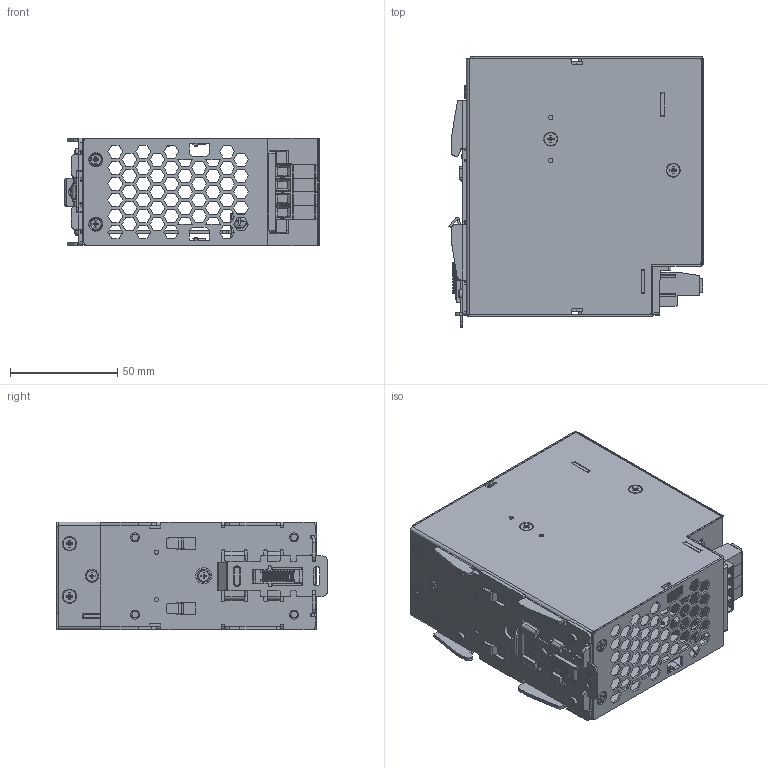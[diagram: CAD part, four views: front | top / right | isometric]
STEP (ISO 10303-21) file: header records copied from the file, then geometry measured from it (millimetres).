
FILE_DESCRIPTION(('HOOPS Exchange Step'),'2;1');
FILE_NAME('export-1AAF72E7-B569-41A6-BB5B-6D209F33F526.stp','2021-11-06T15:35:17+01:00',('Engineering'),('Alibre'),'HOOPS Exchange 2021.0','Alibre','Unknown authorisation');
FILE_SCHEMA( ('AP242_MANAGED_MODEL_BASED_3D_ENGINEERING_MIM_LF {1 0 10303 442 1 1 4 }') );
Length unit declared in the file: millimetre
Products named in the file (37): 5759-31 Delta 24V 120W DIN Rail PowerSupply 3x400VAC Input; 5759-36 Delta 24V 120W DIN Rail PowerSupply 3x400VAC Input; 5759-25 Delta 24V 120W DIN Rail PowerSupply 3x400VAC Input; 5759-2 Delta 24V 120W DIN Rail PowerSupply 3x400VAC Input; 5759-29 Delta 24V 120W DIN Rail PowerSupply 3x400VAC Input; 5759-24 Delta 24V 120W DIN Rail PowerSupply 3x400VAC Input; 5759-1 Delta 24V 120W DIN Rail PowerSupply 3x400VAC Input; 5759-28 Delta 24V 120W DIN Rail PowerSupply 3x400VAC Input; 5759-37 Delta 24V 120W DIN Rail PowerSupply 3x400VAC Input; 5759-32 Delta 24V 120W DIN Rail PowerSupply 3x400VAC Input; 5759-22 Delta 24V 120W DIN Rail PowerSupply 3x400VAC Input; 5759-21 Delta 24V 120W DIN Rail PowerSupply 3x400VAC Input; 5759-35 Delta 24V 120W DIN Rail PowerSupply 3x400VAC Input; 5759-17 Delta 24V 120W DIN Rail PowerSupply 3x400VAC Input; 5759-8 Delta 24V 120W DIN Rail PowerSupply 3x400VAC Input; 5759-13 Delta 24V 120W DIN Rail PowerSupply 3x400VAC Input; 5759-4 Delta 24V 120W DIN Rail PowerSupply 3x400VAC Input; 5759-16 Delta 24V 120W DIN Rail PowerSupply 3x400VAC Input; 5759-3 Delta 24V 120W DIN Rail PowerSupply 3x400VAC Input; 5759-34 Delta 24V 120W DIN Rail PowerSupply 3x400VAC Input; 5759-12 Delta 24V 120W DIN Rail PowerSupply 3x400VAC Input; 5759-20 Delta 24V 120W DIN Rail PowerSupply 3x400VAC Input; 5759-26 Delta 24V 120W DIN Rail PowerSupply 3x400VAC Input; 5759-15 Delta 24V 120W DIN Rail PowerSupply 3x400VAC Input; 5759-5 Delta 24V 120W DIN Rail PowerSupply 3x400VAC Input; 5759-14 Delta 24V 120W DIN Rail PowerSupply 3x400VAC Input; 5759-33 Delta 24V 120W DIN Rail PowerSupply 3x400VAC Input; 5759-23 Delta 24V 120W DIN Rail PowerSupply 3x400VAC Input; 5759-30 Delta 24V 120W DIN Rail PowerSupply 3x400VAC Input; 5759-10 Delta 24V 120W DIN Rail PowerSupply 3x400VAC Input; 5759-7 Delta 24V 120W DIN Rail PowerSupply 3x400VAC Input LED; 5759-9 Delta 24V 120W DIN Rail PowerSupply 3x400VAC Input; 5759-6 Delta 24V 120W DIN Rail PowerSupply 3x400VAC Input; 5759-11 Delta 24V 120W DIN Rail PowerSupply 3x400VAC Input; 5759-19 Delta 24V 120W DIN Rail PowerSupply 3x400VAC Input; 5759-18 Delta 24V 120W DIN Rail PowerSupply 3x400VAC Input; 5759 Delta 24V 120W DIN Rail PowerSupply 3x400VAC Input
Assembly tree (48 placements, depth 5):
  5759 Delta 24V 120W DIN Rail PowerSupply 3x400VAC Input
    5759-2 Delta 24V 120W DIN Rail PowerSupply 3x400VAC Input
      5759-31 Delta 24V 120W DIN Rail PowerSupply 3x400VAC Input
      5759-36 Delta 24V 120W DIN Rail PowerSupply 3x400VAC Input
      5759-25 Delta 24V 120W DIN Rail PowerSupply 3x400VAC Input
    5759-29 Delta 24V 120W DIN Rail PowerSupply 3x400VAC Input
    5759-24 Delta 24V 120W DIN Rail PowerSupply 3x400VAC Input
    5759-1 Delta 24V 120W DIN Rail PowerSupply 3x400VAC Input
    5759-28 Delta 24V 120W DIN Rail PowerSupply 3x400VAC Input
    5759-8 Delta 24V 120W DIN Rail PowerSupply 3x400VAC Input
      5759-21 Delta 24V 120W DIN Rail PowerSupply 3x400VAC Input
        5759-37 Delta 24V 120W DIN Rail PowerSupply 3x400VAC Input
        5759-32 Delta 24V 120W DIN Rail PowerSupply 3x400VAC Input
        5759-22 Delta 24V 120W DIN Rail PowerSupply 3x400VAC Input
      5759-35 Delta 24V 120W DIN Rail PowerSupply 3x400VAC Input
      5759-17 Delta 24V 120W DIN Rail PowerSupply 3x400VAC Input
    5759-9 Delta 24V 120W DIN Rail PowerSupply 3x400VAC Input
      5759-13 Delta 24V 120W DIN Rail PowerSupply 3x400VAC Input
      5759-4 Delta 24V 120W DIN Rail PowerSupply 3x400VAC Input
      5759-20 Delta 24V 120W DIN Rail PowerSupply 3x400VAC Input
        5759-16 Delta 24V 120W DIN Rail PowerSupply 3x400VAC Input
        5759-12 Delta 24V 120W DIN Rail PowerSupply 3x400VAC Input
          5759-3 Delta 24V 120W DIN Rail PowerSupply 3x400VAC Input  x2
          5759-34 Delta 24V 120W DIN Rail PowerSupply 3x400VAC Input  x2
      5759-14 Delta 24V 120W DIN Rail PowerSupply 3x400VAC Input
        5759-26 Delta 24V 120W DIN Rail PowerSupply 3x400VAC Input
        5759-15 Delta 24V 120W DIN Rail PowerSupply 3x400VAC Input
        5759-5 Delta 24V 120W DIN Rail PowerSupply 3x400VAC Input
      5759-33 Delta 24V 120W DIN Rail PowerSupply 3x400VAC Input
      5759-23 Delta 24V 120W DIN Rail PowerSupply 3x400VAC Input
      5759-7 Delta 24V 120W DIN Rail PowerSupply 3x400VAC Input LED
        5759-30 Delta 24V 120W DIN Rail PowerSupply 3x400VAC Input
        5759-10 Delta 24V 120W DIN Rail PowerSupply 3x400VAC Input
    5759-6 Delta 24V 120W DIN Rail PowerSupply 3x400VAC Input  x10
    5759-11 Delta 24V 120W DIN Rail PowerSupply 3x400VAC Input  x2
    5759-19 Delta 24V 120W DIN Rail PowerSupply 3x400VAC Input
    5759-18 Delta 24V 120W DIN Rail PowerSupply 3x400VAC Input
Bounding box: 118.49 x 126 x 50.08 mm (x, y, z)
Volume: 105052.6 mm3; surface area: 176165.4 mm2
Topology: 40 solids, 40 shells, 5787 faces, 15398 edges, 9801 vertices
Faces by surface type: plane 3742, cylinder 1127, bspline 662, cone 134, torus 88, sphere 34
Entity records: 239123 total; most frequent: CARTESIAN_POINT 114353, ORIENTED_EDGE 27038, DIRECTION 23105, EDGE_CURVE 13519, VECTOR 9465, LINE 9465, VERTEX_POINT 8723, AXIS2_PLACEMENT_3D 6820
